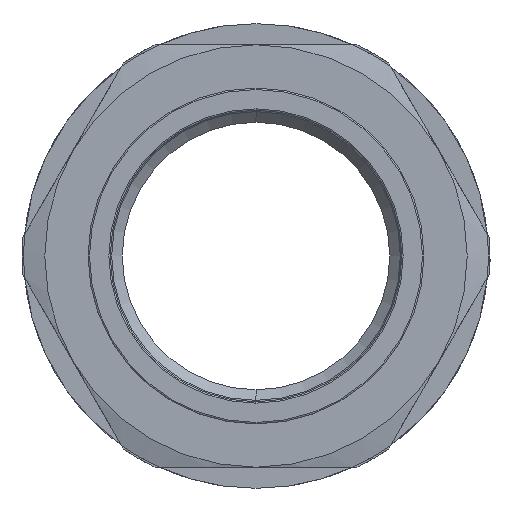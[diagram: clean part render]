
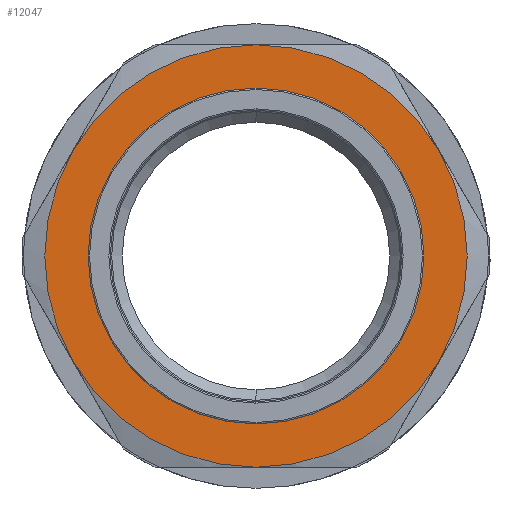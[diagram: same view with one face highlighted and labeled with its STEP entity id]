
A CAD part, front view. The second image highlights one B-rep face of the part: STEP entity #12047.
In plain terms, the highlighted planar face has unit normal (0, -1, 0).
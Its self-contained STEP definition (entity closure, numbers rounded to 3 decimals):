
#23 = DIRECTION ( 'NONE',  ( 0., 1., 0. ) ) ;
#116 = CARTESIAN_POINT ( 'NONE',  ( 0., -35.6, 0. ) ) ;
#188 = DIRECTION ( 'NONE',  ( 0., 1., 0. ) ) ;
#572 = CARTESIAN_POINT ( 'NONE',  ( 0., -35.6, -23.85 ) ) ;
#617 = VERTEX_POINT ( 'NONE', #800 ) ;
#800 = CARTESIAN_POINT ( 'NONE',  ( -25.981, -35.6, -15. ) ) ;
#1544 = EDGE_CURVE ( 'NONE', #11098, #13995, #14454, .T. ) ;
#2818 = CARTESIAN_POINT ( 'NONE',  ( 0., -35.6, 0. ) ) ;
#2863 = CIRCLE ( 'NONE', #13145, 30. ) ;
#3112 = ORIENTED_EDGE ( 'NONE', *, *, #15993, .F. ) ;
#3209 = ORIENTED_EDGE ( 'NONE', *, *, #8964, .F. ) ;
#3511 = ORIENTED_EDGE ( 'NONE', *, *, #8837, .F. ) ;
#4010 = CARTESIAN_POINT ( 'NONE',  ( 0., -35.6, 0. ) ) ;
#4098 = DIRECTION ( 'NONE',  ( 0., 0., -1. ) ) ;
#4202 = DIRECTION ( 'NONE',  ( 0., 0., 1. ) ) ;
#4274 = ORIENTED_EDGE ( 'NONE', *, *, #9478, .T. ) ;
#4308 = CIRCLE ( 'NONE', #9047, 30. ) ;
#4375 = CIRCLE ( 'NONE', #4953, 30. ) ;
#4939 = ORIENTED_EDGE ( 'NONE', *, *, #1544, .F. ) ;
#4953 = AXIS2_PLACEMENT_3D ( 'NONE', #4010, #13103, #4202 ) ;
#5496 = DIRECTION ( 'NONE',  ( 0., 1., 0. ) ) ;
#5554 = DIRECTION ( 'NONE',  ( 0., 0., 1. ) ) ;
#5615 = EDGE_CURVE ( 'NONE', #617, #11098, #9958, .T. ) ;
#5650 = DIRECTION ( 'NONE',  ( 0., 1., 0. ) ) ;
#5846 = FACE_BOUND ( 'NONE', #14257, .T. ) ;
#5855 = AXIS2_PLACEMENT_3D ( 'NONE', #15664, #188, #17037 ) ;
#6097 = AXIS2_PLACEMENT_3D ( 'NONE', #16718, #5496, #8378 ) ;
#6799 = VERTEX_POINT ( 'NONE', #16560 ) ;
#6870 = DIRECTION ( 'NONE',  ( 0., 1., 0. ) ) ;
#6944 = VERTEX_POINT ( 'NONE', #9892 ) ;
#6959 = FACE_OUTER_BOUND ( 'NONE', #8965, .T. ) ;
#7064 = CARTESIAN_POINT ( 'NONE',  ( 0., -35.6, 0. ) ) ;
#7292 = DIRECTION ( 'NONE',  ( 0., 1., 0. ) ) ;
#7987 = ORIENTED_EDGE ( 'NONE', *, *, #5615, .F. ) ;
#8378 = DIRECTION ( 'NONE',  ( 0., 0., 1. ) ) ;
#8552 = DIRECTION ( 'NONE',  ( 0., 0., 1. ) ) ;
#8781 = VERTEX_POINT ( 'NONE', #17997 ) ;
#8837 = EDGE_CURVE ( 'NONE', #8781, #6799, #12893, .T. ) ;
#8897 = AXIS2_PLACEMENT_3D ( 'NONE', #11903, #7292, #12253 ) ;
#8964 = EDGE_CURVE ( 'NONE', #18159, #8781, #4375, .T. ) ;
#8965 = EDGE_LOOP ( 'NONE', ( #11878, #3511, #3209, #3112, #4939, #7987 ) ) ;
#9047 = AXIS2_PLACEMENT_3D ( 'NONE', #10346, #15915, #17563 ) ;
#9111 = AXIS2_PLACEMENT_3D ( 'NONE', #16682, #5650, #9925 ) ;
#9478 = EDGE_CURVE ( 'NONE', #6944, #11224, #15544, .T. ) ;
#9892 = CARTESIAN_POINT ( 'NONE',  ( 0., -35.6, 23.85 ) ) ;
#9925 = DIRECTION ( 'NONE',  ( 0., 0., -1. ) ) ;
#9958 = CIRCLE ( 'NONE', #6097, 30. ) ;
#9968 = EDGE_CURVE ( 'NONE', #11224, #6944, #10014, .T. ) ;
#10014 = CIRCLE ( 'NONE', #5855, 23.85 ) ;
#10346 = CARTESIAN_POINT ( 'NONE',  ( 0., -35.6, 0. ) ) ;
#11098 = VERTEX_POINT ( 'NONE', #13565 ) ;
#11224 = VERTEX_POINT ( 'NONE', #572 ) ;
#11628 = ORIENTED_EDGE ( 'NONE', *, *, #9968, .T. ) ;
#11878 = ORIENTED_EDGE ( 'NONE', *, *, #18051, .F. ) ;
#11903 = CARTESIAN_POINT ( 'NONE',  ( 0., -35.6, 0. ) ) ;
#12047 = ADVANCED_FACE ( 'NONE', ( #5846, #6959 ), #15416, .T. ) ;
#12253 = DIRECTION ( 'NONE',  ( 0., 0., 1. ) ) ;
#12893 = CIRCLE ( 'NONE', #17591, 30. ) ;
#12898 = AXIS2_PLACEMENT_3D ( 'NONE', #2818, #15513, #4098 ) ;
#13103 = DIRECTION ( 'NONE',  ( 0., 1., 0. ) ) ;
#13145 = AXIS2_PLACEMENT_3D ( 'NONE', #116, #23, #5554 ) ;
#13426 = CARTESIAN_POINT ( 'NONE',  ( 25.981, -35.6, 15. ) ) ;
#13565 = CARTESIAN_POINT ( 'NONE',  ( -25.981, -35.6, 15. ) ) ;
#13995 = VERTEX_POINT ( 'NONE', #16647 ) ;
#14257 = EDGE_LOOP ( 'NONE', ( #11628, #4274 ) ) ;
#14454 = CIRCLE ( 'NONE', #8897, 30. ) ;
#15416 = PLANE ( 'NONE',  #12898 ) ;
#15513 = DIRECTION ( 'NONE',  ( 0., -1., 0. ) ) ;
#15544 = CIRCLE ( 'NONE', #9111, 23.85 ) ;
#15664 = CARTESIAN_POINT ( 'NONE',  ( 0., -35.6, 0. ) ) ;
#15915 = DIRECTION ( 'NONE',  ( 0., 1., 0. ) ) ;
#15993 = EDGE_CURVE ( 'NONE', #13995, #18159, #2863, .T. ) ;
#16560 = CARTESIAN_POINT ( 'NONE',  ( 0., -35.6, -30. ) ) ;
#16647 = CARTESIAN_POINT ( 'NONE',  ( 0., -35.6, 30. ) ) ;
#16682 = CARTESIAN_POINT ( 'NONE',  ( 0., -35.6, 0. ) ) ;
#16718 = CARTESIAN_POINT ( 'NONE',  ( 0., -35.6, 0. ) ) ;
#17037 = DIRECTION ( 'NONE',  ( 0., 0., -1. ) ) ;
#17563 = DIRECTION ( 'NONE',  ( 0., 0., 1. ) ) ;
#17591 = AXIS2_PLACEMENT_3D ( 'NONE', #7064, #6870, #8552 ) ;
#17997 = CARTESIAN_POINT ( 'NONE',  ( 25.981, -35.6, -15. ) ) ;
#18051 = EDGE_CURVE ( 'NONE', #6799, #617, #4308, .T. ) ;
#18159 = VERTEX_POINT ( 'NONE', #13426 ) ;
